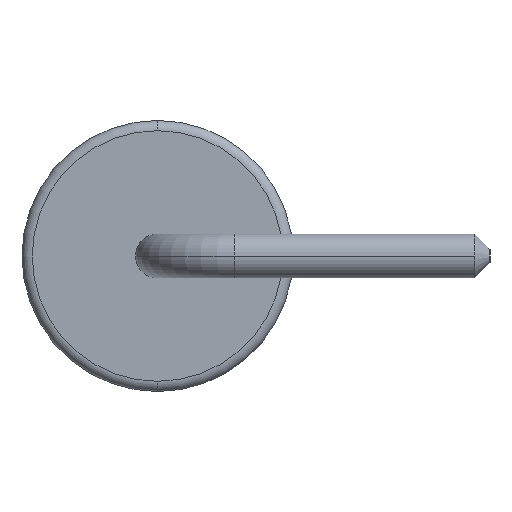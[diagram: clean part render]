
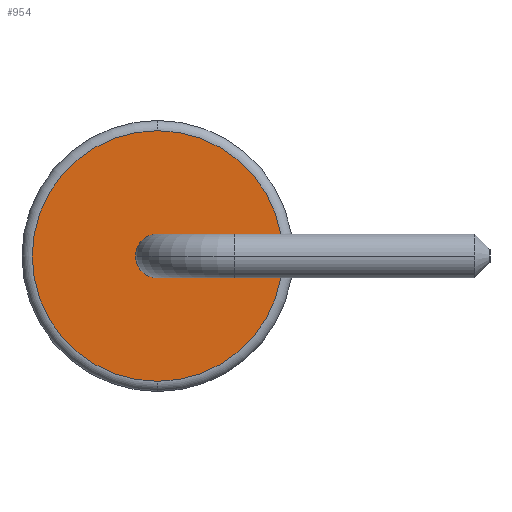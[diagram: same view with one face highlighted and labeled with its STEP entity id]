
A CAD part, left-side view. The second image highlights one B-rep face of the part: STEP entity #954.
In plain terms, the highlighted planar face has unit normal (-1, 0, 0).
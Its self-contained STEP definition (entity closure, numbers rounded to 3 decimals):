
#12 = EDGE_LOOP ( 'NONE', ( #106, #375 ) ) ;
#106 = ORIENTED_EDGE ( 'NONE', *, *, #446, .T. ) ;
#144 = EDGE_CURVE ( 'NONE', #250, #1236, #804, .T. ) ;
#180 = CARTESIAN_POINT ( 'NONE',  ( 0., 0., 0. ) ) ;
#243 = DIRECTION ( 'NONE',  ( -1., 0., 0. ) ) ;
#250 = VERTEX_POINT ( 'NONE', #760 ) ;
#279 = DIRECTION ( 'NONE',  ( 0., 0., -1. ) ) ;
#287 = DIRECTION ( 'NONE',  ( 0., 0., -1. ) ) ;
#315 = AXIS2_PLACEMENT_3D ( 'NONE', #513, #941, #845 ) ;
#328 = DIRECTION ( 'NONE',  ( 0., 0., 1. ) ) ;
#375 = ORIENTED_EDGE ( 'NONE', *, *, #1002, .T. ) ;
#379 = CARTESIAN_POINT ( 'NONE',  ( 0., 0., 0. ) ) ;
#446 = EDGE_CURVE ( 'NONE', #724, #599, #1069, .T. ) ;
#513 = CARTESIAN_POINT ( 'NONE',  ( 0., 0., 0. ) ) ;
#554 = AXIS2_PLACEMENT_3D ( 'NONE', #180, #1152, #287 ) ;
#589 = EDGE_LOOP ( 'NONE', ( #1198, #1251 ) ) ;
#599 = VERTEX_POINT ( 'NONE', #1001 ) ;
#605 = CARTESIAN_POINT ( 'NONE',  ( 0., 0., 0. ) ) ;
#607 = DIRECTION ( 'NONE',  ( 0., 0., -1. ) ) ;
#687 = AXIS2_PLACEMENT_3D ( 'NONE', #1239, #243, #328 ) ;
#708 = DIRECTION ( 'NONE',  ( -1., 0., 0. ) ) ;
#724 = VERTEX_POINT ( 'NONE', #913 ) ;
#760 = CARTESIAN_POINT ( 'NONE',  ( 0., -0.43, 0. ) ) ;
#804 = CIRCLE ( 'NONE', #687, 0.43 ) ;
#822 = AXIS2_PLACEMENT_3D ( 'NONE', #605, #1398, #279 ) ;
#845 = DIRECTION ( 'NONE',  ( 0., 0., 1. ) ) ;
#870 = FACE_OUTER_BOUND ( 'NONE', #12, .T. ) ;
#913 = CARTESIAN_POINT ( 'NONE',  ( 0., 0., -2.45 ) ) ;
#940 = CIRCLE ( 'NONE', #554, 2.45 ) ;
#941 = DIRECTION ( 'NONE',  ( -1., 0., 0. ) ) ;
#954 = ADVANCED_FACE ( 'NONE', ( #870, #1308 ), #1058, .F. ) ;
#1001 = CARTESIAN_POINT ( 'NONE',  ( 0., 0., 2.45 ) ) ;
#1002 = EDGE_CURVE ( 'NONE', #599, #724, #940, .T. ) ;
#1018 = EDGE_CURVE ( 'NONE', #1236, #250, #1026, .T. ) ;
#1026 = CIRCLE ( 'NONE', #315, 0.43 ) ;
#1058 = PLANE ( 'NONE',  #822 ) ;
#1069 = CIRCLE ( 'NONE', #1214, 2.45 ) ;
#1152 = DIRECTION ( 'NONE',  ( -1., 0., 0. ) ) ;
#1198 = ORIENTED_EDGE ( 'NONE', *, *, #1018, .F. ) ;
#1214 = AXIS2_PLACEMENT_3D ( 'NONE', #379, #708, #607 ) ;
#1236 = VERTEX_POINT ( 'NONE', #1394 ) ;
#1239 = CARTESIAN_POINT ( 'NONE',  ( 0., 0., 0. ) ) ;
#1251 = ORIENTED_EDGE ( 'NONE', *, *, #144, .F. ) ;
#1308 = FACE_BOUND ( 'NONE', #589, .T. ) ;
#1394 = CARTESIAN_POINT ( 'NONE',  ( 0., 0.43, 0. ) ) ;
#1398 = DIRECTION ( 'NONE',  ( 1., 0., 0. ) ) ;
